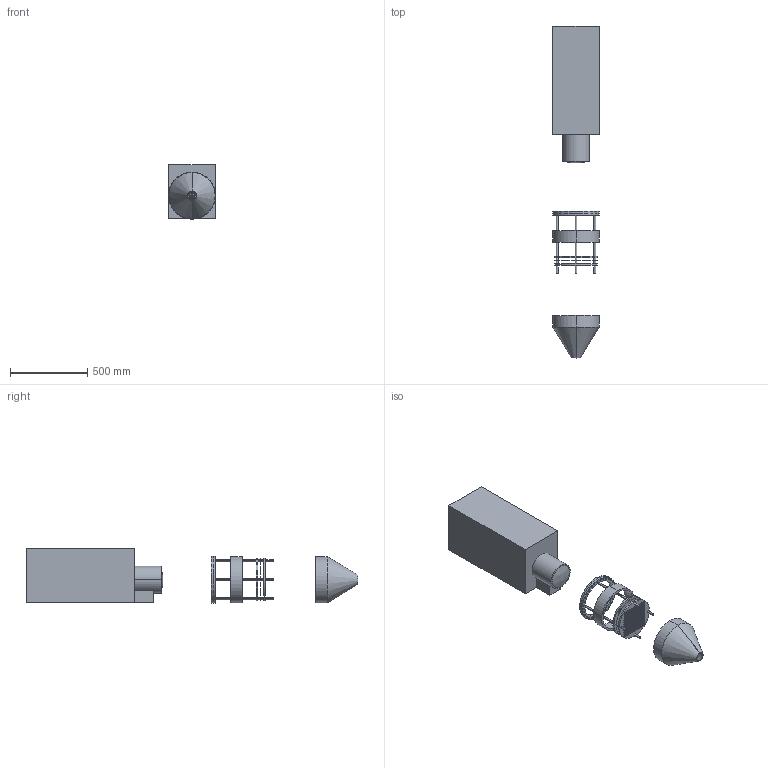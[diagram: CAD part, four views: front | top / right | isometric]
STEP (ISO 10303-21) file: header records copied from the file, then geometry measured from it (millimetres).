
FILE_DESCRIPTION(('STEP AP214'),'1');
FILE_NAME('bolometer_IR.stp','2015-03-24T22:27:32',('Simon Woodruff'),('Woodruff Scientific Inc'),'Spatial InterOp 3D',' ',' ');
FILE_SCHEMA(('automotive_design'));
Length unit declared in the file: inch
Products named in the file (16): Part_48259; Part_115895; Part_65522; Translate_79227; Part_112285; Part_112284; Part_112283; Part_209919; Translate_171369; Instance_177900; Instance_177919; Part_200736; Part_204387; Part_200121; Part_204988; 1
Bounding box: 304.04 x 2150 x 352.07 mm (x, y, z)
Volume: 82984567.2 mm3; surface area: 2582005.7 mm2
Topology: 15 solids, 15 shells, 874 faces, 2510 edges, 1671 vertices
Faces by surface type: cylinder 684, cone 142, plane 43, torus 4, sphere 1
Entity records: 38381 total; most frequent: DIRECTION 5925, CARTESIAN_POINT 5184, ORIENTED_EDGE 5016, AXIS2_PLACEMENT_3D 2537, EDGE_CURVE 2508, VERTEX_POINT 1668, CIRCLE 1647, EDGE_LOOP 1526
